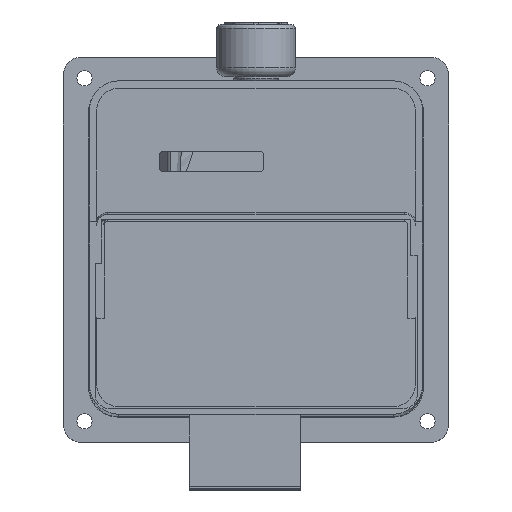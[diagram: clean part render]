
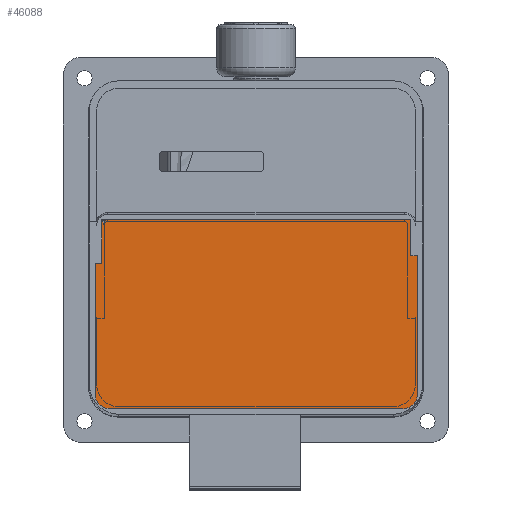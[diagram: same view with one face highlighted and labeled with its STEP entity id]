
A CAD part, top view. The second image highlights one B-rep face of the part: STEP entity #46088.
In plain terms, the highlighted planar face has unit normal (0, 0, 1).
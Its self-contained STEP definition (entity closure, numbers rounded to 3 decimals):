
#45467 = VERTEX_POINT('',#45468);
#45468 = CARTESIAN_POINT('',(20.892,-1.123,-0.1));
#45474 = EDGE_CURVE('',#45475,#45467,#45477,.T.);
#45475 = VERTEX_POINT('',#45476);
#45476 = CARTESIAN_POINT('',(21.791,-1.123,-0.1));
#45477 = LINE('',#45478,#45479);
#45478 = CARTESIAN_POINT('',(21.791,-1.123,-0.1));
#45479 = VECTOR('',#45480,1.);
#45480 = DIRECTION('',(-1.,0.,0.));
#45641 = VERTEX_POINT('',#45642);
#45642 = CARTESIAN_POINT('',(19.843,-21.746,-0.1));
#45648 = EDGE_CURVE('',#45649,#45641,#45651,.T.);
#45649 = VERTEX_POINT('',#45650);
#45650 = CARTESIAN_POINT('',(-19.776,-21.746,-0.1));
#45651 = LINE('',#45652,#45653);
#45652 = CARTESIAN_POINT('',(-19.776,-21.746,-0.1));
#45653 = VECTOR('',#45654,1.);
#45654 = DIRECTION('',(1.,0.,0.));
#45855 = EDGE_CURVE('',#45856,#45475,#45858,.T.);
#45856 = VERTEX_POINT('',#45857);
#45857 = CARTESIAN_POINT('',(21.791,-19.798,-0.1));
#45858 = LINE('',#45859,#45860);
#45859 = CARTESIAN_POINT('',(21.791,-19.798,-0.1));
#45860 = VECTOR('',#45861,1.);
#45861 = DIRECTION('',(0.,1.,0.));
#46088 = ADVANCED_FACE('',(#46089,#46148),#46218,.T.);
#46089 = FACE_BOUND('',#46090,.T.);
#46090 = EDGE_LOOP('',(#46091,#46101,#46109,#46117,#46124,#46125,#46132,
    #46133,#46134,#46142));
#46091 = ORIENTED_EDGE('',*,*,#46092,.T.);
#46092 = EDGE_CURVE('',#46093,#46095,#46097,.T.);
#46093 = VERTEX_POINT('',#46094);
#46094 = CARTESIAN_POINT('',(-20.84,3.774,-0.1));
#46095 = VERTEX_POINT('',#46096);
#46096 = CARTESIAN_POINT('',(-20.84,-2.164,-0.1));
#46097 = LINE('',#46098,#46099);
#46098 = CARTESIAN_POINT('',(-20.84,3.774,-0.1));
#46099 = VECTOR('',#46100,1.);
#46100 = DIRECTION('',(0.,-1.,0.));
#46101 = ORIENTED_EDGE('',*,*,#46102,.T.);
#46102 = EDGE_CURVE('',#46095,#46103,#46105,.T.);
#46103 = VERTEX_POINT('',#46104);
#46104 = CARTESIAN_POINT('',(-21.724,-2.164,-0.1));
#46105 = LINE('',#46106,#46107);
#46106 = CARTESIAN_POINT('',(-21.5,-2.164,-0.1));
#46107 = VECTOR('',#46108,1.);
#46108 = DIRECTION('',(-1.,0.,0.));
#46109 = ORIENTED_EDGE('',*,*,#46110,.T.);
#46110 = EDGE_CURVE('',#46103,#46111,#46113,.T.);
#46111 = VERTEX_POINT('',#46112);
#46112 = CARTESIAN_POINT('',(-21.724,-19.798,-0.1));
#46113 = LINE('',#46114,#46115);
#46114 = CARTESIAN_POINT('',(-21.724,-2.164,-0.1));
#46115 = VECTOR('',#46116,1.);
#46116 = DIRECTION('',(0.,-1.,0.));
#46117 = ORIENTED_EDGE('',*,*,#46118,.T.);
#46118 = EDGE_CURVE('',#46111,#45649,#46119,.T.);
#46119 = CIRCLE('',#46120,1.948);
#46120 = AXIS2_PLACEMENT_3D('',#46121,#46122,#46123);
#46121 = CARTESIAN_POINT('',(-19.776,-19.798,-0.1));
#46122 = DIRECTION('',(0.,0.,1.));
#46123 = DIRECTION('',(-1.,0.,0.));
#46124 = ORIENTED_EDGE('',*,*,#45648,.T.);
#46125 = ORIENTED_EDGE('',*,*,#46126,.T.);
#46126 = EDGE_CURVE('',#45641,#45856,#46127,.T.);
#46127 = CIRCLE('',#46128,1.948);
#46128 = AXIS2_PLACEMENT_3D('',#46129,#46130,#46131);
#46129 = CARTESIAN_POINT('',(19.843,-19.798,-0.1));
#46130 = DIRECTION('',(0.,0.,1.));
#46131 = DIRECTION('',(0.,-1.,0.));
#46132 = ORIENTED_EDGE('',*,*,#45855,.T.);
#46133 = ORIENTED_EDGE('',*,*,#45474,.T.);
#46134 = ORIENTED_EDGE('',*,*,#46135,.T.);
#46135 = EDGE_CURVE('',#45467,#46136,#46138,.T.);
#46136 = VERTEX_POINT('',#46137);
#46137 = CARTESIAN_POINT('',(20.892,3.774,-0.1));
#46138 = LINE('',#46139,#46140);
#46139 = CARTESIAN_POINT('',(20.892,-1.123,-0.1));
#46140 = VECTOR('',#46141,1.);
#46141 = DIRECTION('',(0.,1.,0.));
#46142 = ORIENTED_EDGE('',*,*,#46143,.T.);
#46143 = EDGE_CURVE('',#46136,#46093,#46144,.T.);
#46144 = LINE('',#46145,#46146);
#46145 = CARTESIAN_POINT('',(20.892,3.774,-0.1));
#46146 = VECTOR('',#46147,1.);
#46147 = DIRECTION('',(-1.,0.,0.));
#46148 = FACE_BOUND('',#46149,.T.);
#46149 = EDGE_LOOP('',(#46150,#46160,#46169,#46177,#46186,#46194,#46203,
    #46211));
#46150 = ORIENTED_EDGE('',*,*,#46151,.F.);
#46151 = EDGE_CURVE('',#46152,#46154,#46156,.T.);
#46152 = VERTEX_POINT('',#46153);
#46153 = CARTESIAN_POINT('',(20.5,2.98,-0.1));
#46154 = VERTEX_POINT('',#46155);
#46155 = CARTESIAN_POINT('',(20.5,2.991,-0.1));
#46156 = LINE('',#46157,#46158);
#46157 = CARTESIAN_POINT('',(20.5,-2.52,-0.1));
#46158 = VECTOR('',#46159,1.);
#46159 = DIRECTION('',(0.,1.,0.));
#46160 = ORIENTED_EDGE('',*,*,#46161,.F.);
#46161 = EDGE_CURVE('',#46162,#46152,#46164,.T.);
#46162 = VERTEX_POINT('',#46163);
#46163 = CARTESIAN_POINT('',(20.,3.48,-0.1));
#46164 = CIRCLE('',#46165,0.5);
#46165 = AXIS2_PLACEMENT_3D('',#46166,#46167,#46168);
#46166 = CARTESIAN_POINT('',(20.,2.98,-0.1));
#46167 = DIRECTION('',(0.,0.,-1.));
#46168 = DIRECTION('',(0.,1.,0.));
#46169 = ORIENTED_EDGE('',*,*,#46170,.T.);
#46170 = EDGE_CURVE('',#46162,#46171,#46173,.T.);
#46171 = VERTEX_POINT('',#46172);
#46172 = CARTESIAN_POINT('',(-20.,3.48,-0.1));
#46173 = LINE('',#46174,#46175);
#46174 = CARTESIAN_POINT('',(20.,3.48,-0.1));
#46175 = VECTOR('',#46176,1.);
#46176 = DIRECTION('',(-1.,0.,0.));
#46177 = ORIENTED_EDGE('',*,*,#46178,.F.);
#46178 = EDGE_CURVE('',#46179,#46171,#46181,.T.);
#46179 = VERTEX_POINT('',#46180);
#46180 = CARTESIAN_POINT('',(-20.5,2.98,-0.1));
#46181 = CIRCLE('',#46182,0.5);
#46182 = AXIS2_PLACEMENT_3D('',#46183,#46184,#46185);
#46183 = CARTESIAN_POINT('',(-20.,2.98,-0.1));
#46184 = DIRECTION('',(0.,0.,-1.));
#46185 = DIRECTION('',(-1.,0.,0.));
#46186 = ORIENTED_EDGE('',*,*,#46187,.T.);
#46187 = EDGE_CURVE('',#46179,#46188,#46190,.T.);
#46188 = VERTEX_POINT('',#46189);
#46189 = CARTESIAN_POINT('',(-20.5,2.991,-0.1));
#46190 = LINE('',#46191,#46192);
#46191 = CARTESIAN_POINT('',(-20.5,-2.52,-0.1));
#46192 = VECTOR('',#46193,1.);
#46193 = DIRECTION('',(0.,1.,0.));
#46194 = ORIENTED_EDGE('',*,*,#46195,.F.);
#46195 = EDGE_CURVE('',#46196,#46188,#46198,.T.);
#46196 = VERTEX_POINT('',#46197);
#46197 = CARTESIAN_POINT('',(-20.,3.501,-0.1));
#46198 = ELLIPSE('',#46199,0.509,0.5);
#46199 = AXIS2_PLACEMENT_3D('',#46200,#46201,#46202);
#46200 = CARTESIAN_POINT('',(-20.,2.991,-0.1));
#46201 = DIRECTION('',(0.,-0.,1.));
#46202 = DIRECTION('',(0.,1.,0.));
#46203 = ORIENTED_EDGE('',*,*,#46204,.T.);
#46204 = EDGE_CURVE('',#46196,#46205,#46207,.T.);
#46205 = VERTEX_POINT('',#46206);
#46206 = CARTESIAN_POINT('',(20.,3.501,-0.1));
#46207 = LINE('',#46208,#46209);
#46208 = CARTESIAN_POINT('',(-20.,3.501,-0.1));
#46209 = VECTOR('',#46210,1.);
#46210 = DIRECTION('',(1.,0.,0.));
#46211 = ORIENTED_EDGE('',*,*,#46212,.F.);
#46212 = EDGE_CURVE('',#46154,#46205,#46213,.T.);
#46213 = ELLIPSE('',#46214,0.509,0.5);
#46214 = AXIS2_PLACEMENT_3D('',#46215,#46216,#46217);
#46215 = CARTESIAN_POINT('',(20.,2.991,-0.1));
#46216 = DIRECTION('',(0.,0.,1.));
#46217 = DIRECTION('',(0.,-1.,0.));
#46218 = PLANE('',#46219);
#46219 = AXIS2_PLACEMENT_3D('',#46220,#46221,#46222);
#46220 = CARTESIAN_POINT('',(0.,-21.5,-0.1));
#46221 = DIRECTION('',(0.,0.,1.));
#46222 = DIRECTION('',(1.,0.,-0.));
